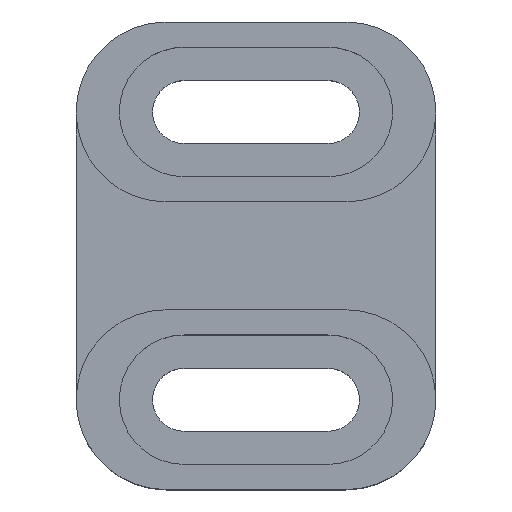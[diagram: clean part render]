
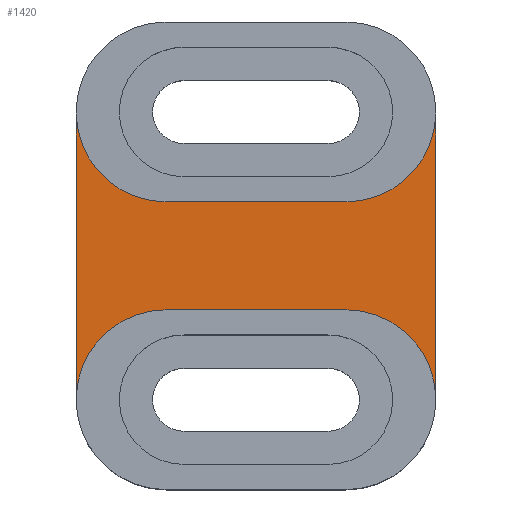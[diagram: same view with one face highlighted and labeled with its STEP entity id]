
A CAD part, top view. The second image highlights one B-rep face of the part: STEP entity #1420.
In plain terms, the highlighted planar face has unit normal (0, 0, 1).
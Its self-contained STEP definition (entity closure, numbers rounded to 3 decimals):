
#502=DIRECTION('',(0.,-1.,0.));
#503=VECTOR('',#502,16.);
#504=CARTESIAN_POINT('',(-10.,8.,5.8));
#505=LINE('',#504,#503);
#531=DIRECTION('',(0.,1.,0.));
#532=VECTOR('',#531,16.);
#533=CARTESIAN_POINT('',(10.,-8.,5.8));
#534=LINE('',#533,#532);
#567=CARTESIAN_POINT('',(5.,-8.,5.8));
#568=DIRECTION('',(0.,0.,-1.));
#569=DIRECTION('',(0.,1.,0.));
#570=AXIS2_PLACEMENT_3D('',#567,#568,#569);
#575=DIRECTION('',(1.,0.,0.));
#576=VECTOR('',#575,10.);
#577=CARTESIAN_POINT('',(-5.,-3.,5.8));
#578=LINE('',#577,#576);
#582=CARTESIAN_POINT('',(-5.,-8.,5.8));
#583=DIRECTION('',(0.,0.,-1.));
#584=DIRECTION('',(-1.,0.,0.));
#585=AXIS2_PLACEMENT_3D('',#582,#583,#584);
#590=CARTESIAN_POINT('',(-5.,8.,5.8));
#591=DIRECTION('',(0.,0.,-1.));
#592=DIRECTION('',(0.,-1.,0.));
#593=AXIS2_PLACEMENT_3D('',#590,#591,#592);
#598=DIRECTION('',(-1.,0.,0.));
#599=VECTOR('',#598,10.);
#600=CARTESIAN_POINT('',(5.,3.,5.8));
#601=LINE('',#600,#599);
#605=CARTESIAN_POINT('',(5.,8.,5.8));
#606=DIRECTION('',(0.,0.,-1.));
#607=DIRECTION('',(1.,0.,0.));
#608=AXIS2_PLACEMENT_3D('',#605,#606,#607);
#787=CARTESIAN_POINT('',(-5.,-3.,5.8));
#788=CARTESIAN_POINT('',(5.,-3.,5.8));
#789=VERTEX_POINT('',#787);
#790=VERTEX_POINT('',#788);
#791=CARTESIAN_POINT('',(5.,3.,5.8));
#792=CARTESIAN_POINT('',(-5.,3.,5.8));
#793=VERTEX_POINT('',#791);
#794=VERTEX_POINT('',#792);
#803=CARTESIAN_POINT('',(10.,-8.,5.8));
#804=CARTESIAN_POINT('',(10.,8.,5.8));
#805=VERTEX_POINT('',#803);
#806=VERTEX_POINT('',#804);
#807=CARTESIAN_POINT('',(-10.,8.,5.8));
#808=CARTESIAN_POINT('',(-10.,-8.,5.8));
#809=VERTEX_POINT('',#807);
#810=VERTEX_POINT('',#808);
#1402=CARTESIAN_POINT('',(0.,0.,5.8));
#1403=DIRECTION('',(0.,0.,1.));
#1404=DIRECTION('',(1.,0.,0.));
#1405=AXIS2_PLACEMENT_3D('',#1402,#1403,#1404);
#1406=PLANE('',#1405);
#1407=ORIENTED_EDGE('',*,*,#1343,.F.);
#1408=ORIENTED_EDGE('',*,*,#1366,.F.);
#1409=ORIENTED_EDGE('',*,*,#1389,.F.);
#1410=ORIENTED_EDGE('',*,*,#1272,.F.);
#1411=ORIENTED_EDGE('',*,*,#1300,.F.);
#1413=ORIENTED_EDGE('',*,*,#1412,.F.);
#1415=ORIENTED_EDGE('',*,*,#1414,.F.);
#1417=ORIENTED_EDGE('',*,*,#1416,.F.);
#1418=EDGE_LOOP('',(#1407,#1408,#1409,#1410,#1411,#1413,#1415,#1417));
#1419=FACE_OUTER_BOUND('',#1418,.F.);
#1420=ADVANCED_FACE('',(#1419),#1406,.T.);
#571=CIRCLE('',#570,5.);
#586=CIRCLE('',#585,5.);
#594=CIRCLE('',#593,5.);
#609=CIRCLE('',#608,5.);
#1272=EDGE_CURVE('',#810,#789,#586,.T.);
#1300=EDGE_CURVE('',#809,#810,#505,.T.);
#1343=EDGE_CURVE('',#805,#806,#534,.T.);
#1366=EDGE_CURVE('',#790,#805,#571,.T.);
#1389=EDGE_CURVE('',#789,#790,#578,.T.);
#1412=EDGE_CURVE('',#794,#809,#594,.T.);
#1414=EDGE_CURVE('',#793,#794,#601,.T.);
#1416=EDGE_CURVE('',#806,#793,#609,.T.);
